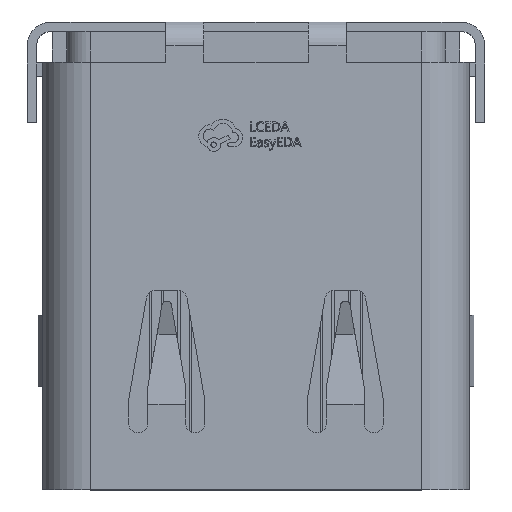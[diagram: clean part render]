
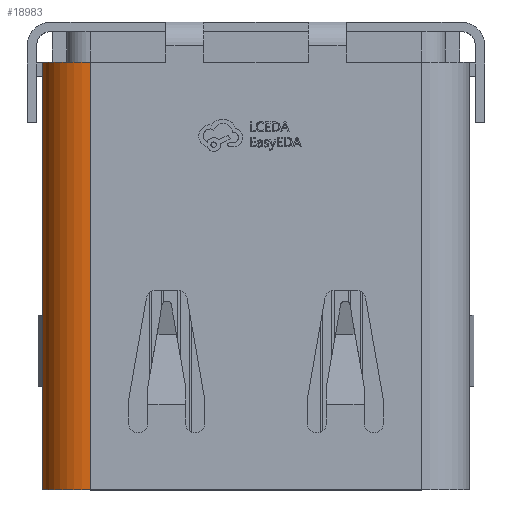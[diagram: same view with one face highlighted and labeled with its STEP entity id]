
A CAD part, top view. The second image highlights one B-rep face of the part: STEP entity #18983.
In plain terms, the highlighted cylindrical face has radius 1 mm (diameter 2 mm), a partial arc.
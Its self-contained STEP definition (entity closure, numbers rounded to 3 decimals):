
#1019 = CARTESIAN_POINT ( 'NONE',  ( -4.49, -4.925, 0.58 ) ) ;
#1123 = DIRECTION ( 'NONE',  ( 0., 1., 0. ) ) ;
#1194 = AXIS2_PLACEMENT_3D ( 'NONE', #8965, #5607, #20101 ) ;
#1441 = VERTEX_POINT ( 'NONE', #32556 ) ;
#1871 = CARTESIAN_POINT ( 'NONE',  ( -3.49, -4.925, 1.58 ) ) ;
#2793 = ORIENTED_EDGE ( 'NONE', *, *, #32776, .T. ) ;
#3440 = EDGE_LOOP ( 'NONE', ( #2793, #29345, #31686, #6430 ) ) ;
#4466 = EDGE_CURVE ( 'NONE', #1441, #27881, #23733, .T. ) ;
#5607 = DIRECTION ( 'NONE',  ( 0., 1., 0. ) ) ;
#6409 = CIRCLE ( 'NONE', #26938, 1. ) ;
#6430 = ORIENTED_EDGE ( 'NONE', *, *, #36220, .T. ) ;
#6471 = CIRCLE ( 'NONE', #1194, 1. ) ;
#8440 = CARTESIAN_POINT ( 'NONE',  ( -3.49, -4.925, 0.58 ) ) ;
#8965 = CARTESIAN_POINT ( 'NONE',  ( -3.49, 4.075, 0.58 ) ) ;
#9732 = CARTESIAN_POINT ( 'NONE',  ( -3.49, -4.925, 0.58 ) ) ;
#11954 = FACE_OUTER_BOUND ( 'NONE', #3440, .T. ) ;
#12638 = EDGE_CURVE ( 'NONE', #27881, #21858, #6471, .T. ) ;
#14122 = DIRECTION ( 'NONE',  ( 0., 1., 0. ) ) ;
#15586 = DIRECTION ( 'NONE',  ( 0., 1., 0. ) ) ;
#16443 = AXIS2_PLACEMENT_3D ( 'NONE', #9732, #15586, #27155 ) ;
#17675 = DIRECTION ( 'NONE',  ( 0., 1., 0. ) ) ;
#18983 = ADVANCED_FACE ( 'NONE', ( #11954 ), #31200, .T. ) ;
#20101 = DIRECTION ( 'NONE',  ( 0., 0., 1. ) ) ;
#21838 = VERTEX_POINT ( 'NONE', #1871 ) ;
#21858 = VERTEX_POINT ( 'NONE', #29933 ) ;
#22157 = DIRECTION ( 'NONE',  ( 0., 0., 1. ) ) ;
#23310 = CARTESIAN_POINT ( 'NONE',  ( -3.49, -4.925, 1.58 ) ) ;
#23733 = LINE ( 'NONE', #1019, #33957 ) ;
#26938 = AXIS2_PLACEMENT_3D ( 'NONE', #8440, #14122, #22157 ) ;
#27155 = DIRECTION ( 'NONE',  ( 0., 0., 1. ) ) ;
#27881 = VERTEX_POINT ( 'NONE', #29871 ) ;
#29345 = ORIENTED_EDGE ( 'NONE', *, *, #12638, .F. ) ;
#29871 = CARTESIAN_POINT ( 'NONE',  ( -4.49, 4.075, 0.58 ) ) ;
#29933 = CARTESIAN_POINT ( 'NONE',  ( -3.49, 4.075, 1.58 ) ) ;
#31200 = CYLINDRICAL_SURFACE ( 'NONE', #16443, 1. ) ;
#31686 = ORIENTED_EDGE ( 'NONE', *, *, #4466, .F. ) ;
#32276 = LINE ( 'NONE', #23310, #35970 ) ;
#32556 = CARTESIAN_POINT ( 'NONE',  ( -4.49, -4.925, 0.58 ) ) ;
#32776 = EDGE_CURVE ( 'NONE', #21838, #21858, #32276, .T. ) ;
#33957 = VECTOR ( 'NONE', #17675, 1000. ) ;
#35970 = VECTOR ( 'NONE', #1123, 1000. ) ;
#36220 = EDGE_CURVE ( 'NONE', #1441, #21838, #6409, .T. ) ;
